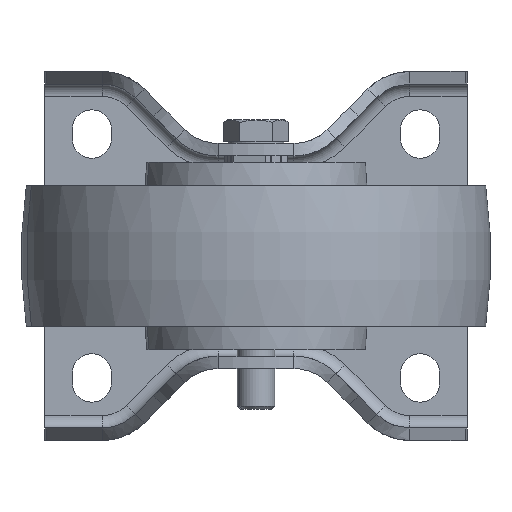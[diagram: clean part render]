
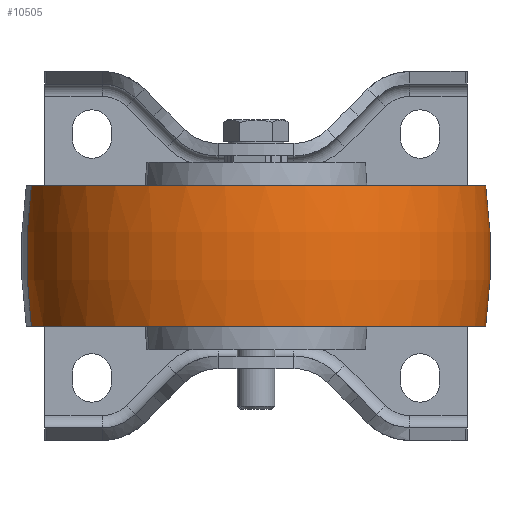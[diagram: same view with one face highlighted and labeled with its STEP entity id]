
A CAD part, front view. The second image highlights one B-rep face of the part: STEP entity #10505.
In plain terms, the highlighted toroidal (fillet/blend) face has major radius 94.5 mm and minor radius 169.5 mm.
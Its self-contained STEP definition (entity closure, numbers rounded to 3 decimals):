
#137 = ORIENTED_EDGE ( 'NONE', *, *, #10019, .F. ) ;
#256 = EDGE_LOOP ( 'NONE', ( #4967, #4304, #6054, #137 ) ) ;
#329 = VERTEX_POINT ( 'NONE', #1812 ) ;
#395 = DIRECTION ( 'NONE',  ( 0.977, 0.212, 0. ) ) ;
#1600 = VERTEX_POINT ( 'NONE', #4305 ) ;
#1812 = CARTESIAN_POINT ( 'NONE',  ( -71.827, -136.593, 22.5 ) ) ;
#1813 = DIRECTION ( 'NONE',  ( -0.977, -0.212, 0. ) ) ;
#2655 = FACE_OUTER_BOUND ( 'NONE', #256, .T. ) ;
#2904 = EDGE_CURVE ( 'NONE', #329, #1600, #4606, .T. ) ;
#2997 = AXIS2_PLACEMENT_3D ( 'NONE', #4793, #14867, #1813 ) ;
#3069 = CARTESIAN_POINT ( 'NONE',  ( -92.349, -141.048, 0. ) ) ;
#4304 = ORIENTED_EDGE ( 'NONE', *, *, #15939, .T. ) ;
#4305 = CARTESIAN_POINT ( 'NONE',  ( 71.827, -105.407, 22.5 ) ) ;
#4606 = CIRCLE ( 'NONE', #2997, 73.5 ) ;
#4793 = CARTESIAN_POINT ( 'NONE',  ( 0., -121., 22.5 ) ) ;
#4967 = ORIENTED_EDGE ( 'NONE', *, *, #10119, .T. ) ;
#4978 = CARTESIAN_POINT ( 'NONE',  ( 0., -121., 0. ) ) ;
#5074 = VERTEX_POINT ( 'NONE', #7950 ) ;
#5722 = AXIS2_PLACEMENT_3D ( 'NONE', #3069, #16137, #395 ) ;
#6054 = ORIENTED_EDGE ( 'NONE', *, *, #2904, .F. ) ;
#6340 = DIRECTION ( 'NONE',  ( 0., 0., 1. ) ) ;
#7950 = CARTESIAN_POINT ( 'NONE',  ( -71.827, -136.593, -22.5 ) ) ;
#8244 = DIRECTION ( 'NONE',  ( 0., 0., 1. ) ) ;
#9098 = VERTEX_POINT ( 'NONE', #15480 ) ;
#9269 = CIRCLE ( 'NONE', #5722, 169.5 ) ;
#9438 = CARTESIAN_POINT ( 'NONE',  ( 92.349, -100.952, 0. ) ) ;
#9698 = CARTESIAN_POINT ( 'NONE',  ( 0., -121., -22.5 ) ) ;
#10019 = EDGE_CURVE ( 'NONE', #5074, #329, #10654, .T. ) ;
#10119 = EDGE_CURVE ( 'NONE', #5074, #9098, #15390, .T. ) ;
#10505 = ADVANCED_FACE ( 'NONE', ( #2655 ), #17093, .T. ) ;
#10654 = CIRCLE ( 'NONE', #16750, 169.5 ) ;
#12282 = DIRECTION ( 'NONE',  ( -0.212, 0.977, 0. ) ) ;
#14470 = AXIS2_PLACEMENT_3D ( 'NONE', #4978, #6340, #15045 ) ;
#14572 = AXIS2_PLACEMENT_3D ( 'NONE', #9698, #8244, #15662 ) ;
#14867 = DIRECTION ( 'NONE',  ( 0., 0., 1. ) ) ;
#15045 = DIRECTION ( 'NONE',  ( -0.977, -0.212, 0. ) ) ;
#15390 = CIRCLE ( 'NONE', #14572, 73.5 ) ;
#15480 = CARTESIAN_POINT ( 'NONE',  ( 71.827, -105.407, -22.5 ) ) ;
#15662 = DIRECTION ( 'NONE',  ( -0.977, -0.212, 0. ) ) ;
#15939 = EDGE_CURVE ( 'NONE', #9098, #1600, #9269, .T. ) ;
#16137 = DIRECTION ( 'NONE',  ( 0.212, -0.977, 0. ) ) ;
#16694 = DIRECTION ( 'NONE',  ( -0.977, -0.212, 0. ) ) ;
#16750 = AXIS2_PLACEMENT_3D ( 'NONE', #9438, #12282, #16694 ) ;
#17093 = TOROIDAL_SURFACE ( 'NONE', #14470, -94.5, 169.5 ) ;
